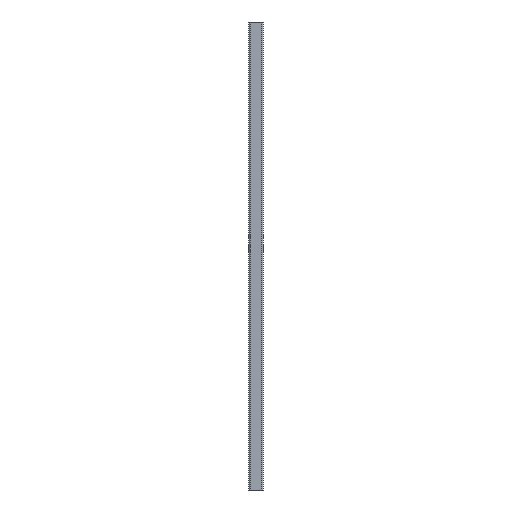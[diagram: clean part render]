
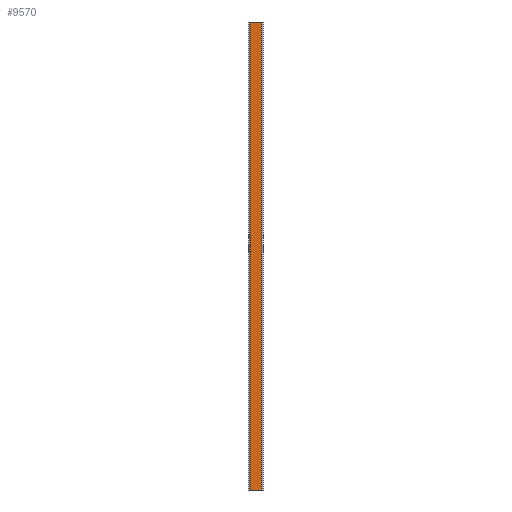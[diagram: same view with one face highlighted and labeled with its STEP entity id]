
A CAD part, front view. The second image highlights one B-rep face of the part: STEP entity #9570.
In plain terms, the highlighted planar face has unit normal (0, -1, 0).
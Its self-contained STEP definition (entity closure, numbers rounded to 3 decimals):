
#600 = CARTESIAN_POINT ( 'NONE',  ( 0., 0., 0. ) ) ;
#1482 = LINE ( 'NONE', #41295, #28323 ) ;
#1660 = ORIENTED_EDGE ( 'NONE', *, *, #21569, .T. ) ;
#4003 = CARTESIAN_POINT ( 'NONE',  ( 0., 0., 1000. ) ) ;
#6226 = EDGE_CURVE ( 'NONE', #31624, #14646, #1482, .T. ) ;
#7169 = DIRECTION ( 'NONE',  ( 1., 0., 0. ) ) ;
#7993 = DIRECTION ( 'NONE',  ( -1., 0., 0. ) ) ;
#8380 = DIRECTION ( 'NONE',  ( 0., 0., -1. ) ) ;
#9570 = ADVANCED_FACE ( 'NONE', ( #32797 ), #18051, .F. ) ;
#10607 = VECTOR ( 'NONE', #8380, 1000. ) ;
#11416 = CARTESIAN_POINT ( 'NONE',  ( -12., 0., 1000. ) ) ;
#14646 = VERTEX_POINT ( 'NONE', #23043 ) ;
#14815 = CARTESIAN_POINT ( 'NONE',  ( -12., 0., 0. ) ) ;
#17596 = EDGE_LOOP ( 'NONE', ( #21809, #31071, #1660, #31415 ) ) ;
#18051 = PLANE ( 'NONE',  #43666 ) ;
#18437 = LINE ( 'NONE', #11416, #10607 ) ;
#18520 = DIRECTION ( 'NONE',  ( 0., 1., 0. ) ) ;
#19915 = VERTEX_POINT ( 'NONE', #14815 ) ;
#20832 = CARTESIAN_POINT ( 'NONE',  ( 0., 0., 1000. ) ) ;
#21569 = EDGE_CURVE ( 'NONE', #19915, #14646, #29162, .T. ) ;
#21809 = ORIENTED_EDGE ( 'NONE', *, *, #32876, .F. ) ;
#23043 = CARTESIAN_POINT ( 'NONE',  ( 12., 0., 0. ) ) ;
#27006 = DIRECTION ( 'NONE',  ( 0., 0., -1. ) ) ;
#28323 = VECTOR ( 'NONE', #27006, 1000. ) ;
#29127 = VECTOR ( 'NONE', #39096, 1000. ) ;
#29162 = LINE ( 'NONE', #600, #42929 ) ;
#31071 = ORIENTED_EDGE ( 'NONE', *, *, #34133, .T. ) ;
#31415 = ORIENTED_EDGE ( 'NONE', *, *, #6226, .F. ) ;
#31624 = VERTEX_POINT ( 'NONE', #46340 ) ;
#32797 = FACE_OUTER_BOUND ( 'NONE', #17596, .T. ) ;
#32876 = EDGE_CURVE ( 'NONE', #37756, #31624, #36050, .T. ) ;
#33443 = CARTESIAN_POINT ( 'NONE',  ( -12., 0., 1000. ) ) ;
#34133 = EDGE_CURVE ( 'NONE', #37756, #19915, #18437, .T. ) ;
#36050 = LINE ( 'NONE', #20832, #29127 ) ;
#37756 = VERTEX_POINT ( 'NONE', #33443 ) ;
#39096 = DIRECTION ( 'NONE',  ( 1., 0., 0. ) ) ;
#41295 = CARTESIAN_POINT ( 'NONE',  ( 12., 0., 1000. ) ) ;
#42929 = VECTOR ( 'NONE', #7169, 1000. ) ;
#43666 = AXIS2_PLACEMENT_3D ( 'NONE', #4003, #18520, #7993 ) ;
#46340 = CARTESIAN_POINT ( 'NONE',  ( 12., 0., 1000. ) ) ;
